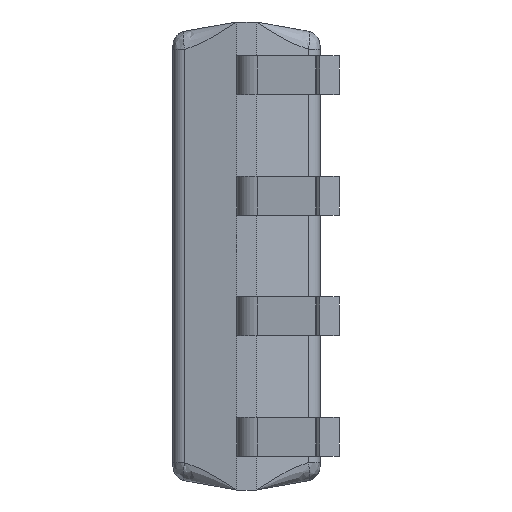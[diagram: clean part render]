
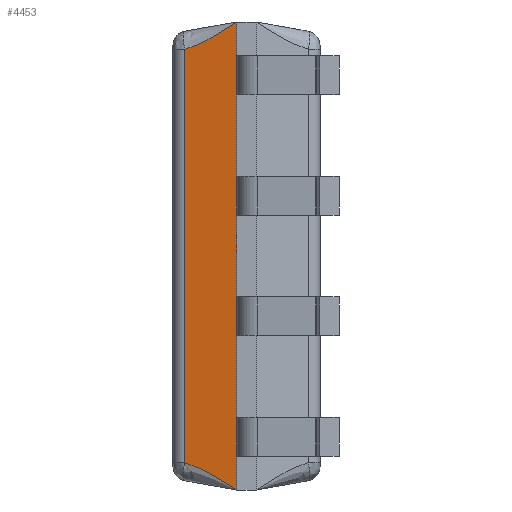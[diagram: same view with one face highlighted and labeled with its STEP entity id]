
A CAD part, left-side view. The second image highlights one B-rep face of the part: STEP entity #4453.
In plain terms, the highlighted planar face has unit normal (-0.985, 0.174, 0).
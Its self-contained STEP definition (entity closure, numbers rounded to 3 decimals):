
#452 = EDGE_LOOP ( 'NONE', ( #4655, #4447, #525, #962 ) ) ;
#525 = ORIENTED_EDGE ( 'NONE', *, *, #3881, .T. ) ;
#531 = CARTESIAN_POINT ( 'NONE',  ( -1.97, 1.077, -2.465 ) ) ;
#859 = CARTESIAN_POINT ( 'NONE',  ( -1.873, 1.626, -2.149 ) ) ;
#962 = ORIENTED_EDGE ( 'NONE', *, *, #3147, .T. ) ;
#1397 = FACE_OUTER_BOUND ( 'NONE', #452, .T. ) ;
#1409 = CARTESIAN_POINT ( 'NONE',  ( -1.873, 1.626, 2.176 ) ) ;
#1488 = CARTESIAN_POINT ( 'NONE',  ( -1.938, 1.256, 2.348 ) ) ;
#1812 = VERTEX_POINT ( 'NONE', #1409 ) ;
#1852 = DIRECTION ( 'NONE',  ( 0., 0., 1. ) ) ;
#1863 = CARTESIAN_POINT ( 'NONE',  ( -1.907, 1.436, -2.232 ) ) ;
#2022 = CARTESIAN_POINT ( 'NONE',  ( -1.873, 1.626, 2.176 ) ) ;
#2042 = VERTEX_POINT ( 'NONE', #3940 ) ;
#2140 = EDGE_CURVE ( 'NONE', #1812, #2042, #4051, .T. ) ;
#2149 = VERTEX_POINT ( 'NONE', #5065 ) ;
#2154 = DIRECTION ( 'NONE',  ( -0.174, -0.985, 0. ) ) ;
#2603 = DIRECTION ( 'NONE',  ( -0.985, 0.174, 0. ) ) ;
#2629 = EDGE_CURVE ( 'NONE', #5677, #1812, #5517, .T. ) ;
#2937 = CARTESIAN_POINT ( 'NONE',  ( -1.97, 1.077, 2.465 ) ) ;
#3146 = DIRECTION ( 'NONE',  ( 0., 0., -1. ) ) ;
#3147 = EDGE_CURVE ( 'NONE', #2149, #5677, #4701, .T. ) ;
#3523 = AXIS2_PLACEMENT_3D ( 'NONE', #3984, #2603, #2154 ) ;
#3881 = EDGE_CURVE ( 'NONE', #2042, #2149, #5291, .T. ) ;
#3889 = VECTOR ( 'NONE', #3146, 1000. ) ;
#3940 = CARTESIAN_POINT ( 'NONE',  ( -1.873, 1.626, -2.176 ) ) ;
#3958 = PLANE ( 'NONE',  #3523 ) ;
#3984 = CARTESIAN_POINT ( 'NONE',  ( -1.97, 1.077, -2.465 ) ) ;
#4051 = LINE ( 'NONE', #859, #3889 ) ;
#4174 = CARTESIAN_POINT ( 'NONE',  ( -1.97, 1.077, 2.465 ) ) ;
#4331 = CARTESIAN_POINT ( 'NONE',  ( -1.907, 1.436, 2.232 ) ) ;
#4447 = ORIENTED_EDGE ( 'NONE', *, *, #2140, .T. ) ;
#4453 = ADVANCED_FACE ( 'NONE', ( #1397 ), #3958, .T. ) ;
#4463 = CARTESIAN_POINT ( 'NONE',  ( -1.97, 1.077, 2.465 ) ) ;
#4655 = ORIENTED_EDGE ( 'NONE', *, *, #2629, .T. ) ;
#4662 = CARTESIAN_POINT ( 'NONE',  ( -1.873, 1.626, -2.176 ) ) ;
#4701 = LINE ( 'NONE', #4174, #5438 ) ;
#5065 = CARTESIAN_POINT ( 'NONE',  ( -1.97, 1.077, -2.465 ) ) ;
#5175 = CARTESIAN_POINT ( 'NONE',  ( -1.938, 1.256, -2.348 ) ) ;
#5291 = B_SPLINE_CURVE_WITH_KNOTS ( 'NONE', 3,
 ( #4662, #1863, #5175, #531 ),
 .UNSPECIFIED., .F., .F.,
 ( 4, 4 ),
 ( -0.001, 0. ),
 .UNSPECIFIED. ) ;
#5438 = VECTOR ( 'NONE', #1852, 1000. ) ;
#5517 = B_SPLINE_CURVE_WITH_KNOTS ( 'NONE', 3,
 ( #2937, #1488, #4331, #2022 ),
 .UNSPECIFIED., .F., .F.,
 ( 4, 4 ),
 ( -0.002, -0.002 ),
 .UNSPECIFIED. ) ;
#5677 = VERTEX_POINT ( 'NONE', #4463 ) ;
